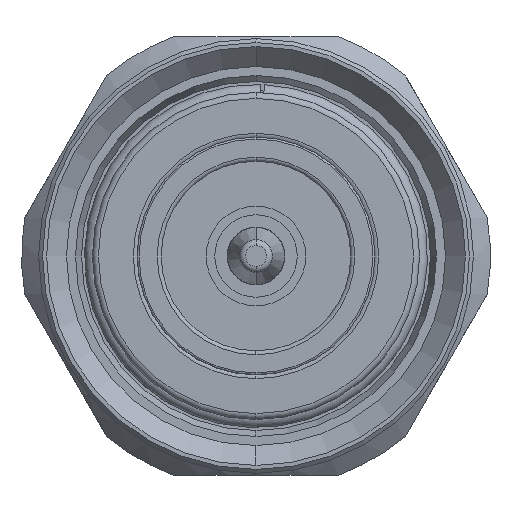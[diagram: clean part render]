
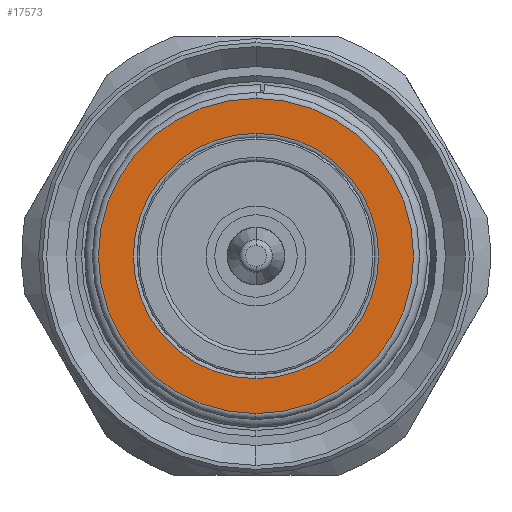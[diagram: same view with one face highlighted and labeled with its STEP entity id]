
A CAD part, left-side view. The second image highlights one B-rep face of the part: STEP entity #17573.
In plain terms, the highlighted planar face has unit normal (-1, 0, 0).
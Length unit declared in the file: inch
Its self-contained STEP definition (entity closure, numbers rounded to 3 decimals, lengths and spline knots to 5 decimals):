
#86 = DIRECTION ( 'NONE',  ( 0., 1., 0. ) ) ;
#354 = CIRCLE ( 'NONE', #9580, 0.31102 ) ;
#1276 = ORIENTED_EDGE ( 'NONE', *, *, #10618, .T. ) ;
#1286 = VERTEX_POINT ( 'NONE', #9760 ) ;
#1384 = FACE_BOUND ( 'NONE', #17014, .T. ) ;
#1457 = DIRECTION ( 'NONE',  ( -1., 0., 0. ) ) ;
#2371 = DIRECTION ( 'NONE',  ( -1., 0., 0. ) ) ;
#2767 = DIRECTION ( 'NONE',  ( 0., 0., 1. ) ) ;
#2886 = CIRCLE ( 'NONE', #4456, 0.24213 ) ;
#4456 = AXIS2_PLACEMENT_3D ( 'NONE', #11796, #1457, #2767 ) ;
#4624 = VERTEX_POINT ( 'NONE', #8233 ) ;
#5378 = DIRECTION ( 'NONE',  ( -1., 0., 0. ) ) ;
#5406 = AXIS2_PLACEMENT_3D ( 'NONE', #15997, #2371, #19059 ) ;
#5472 = CARTESIAN_POINT ( 'NONE',  ( 0.20472, 0., 0. ) ) ;
#5666 = DIRECTION ( 'NONE',  ( -1., 0., 0. ) ) ;
#5745 = ORIENTED_EDGE ( 'NONE', *, *, #13720, .F. ) ;
#6017 = ORIENTED_EDGE ( 'NONE', *, *, #13406, .T. ) ;
#6028 = FACE_OUTER_BOUND ( 'NONE', #13201, .T. ) ;
#7137 = VERTEX_POINT ( 'NONE', #13140 ) ;
#7292 = ORIENTED_EDGE ( 'NONE', *, *, #13697, .F. ) ;
#8233 = CARTESIAN_POINT ( 'NONE',  ( 0.20472, 0., -0.31102 ) ) ;
#9122 = DIRECTION ( 'NONE',  ( 1., 0., 0. ) ) ;
#9580 = AXIS2_PLACEMENT_3D ( 'NONE', #5472, #5666, #11540 ) ;
#9760 = CARTESIAN_POINT ( 'NONE',  ( 0.20472, 0., 0.31102 ) ) ;
#10618 = EDGE_CURVE ( 'NONE', #4624, #1286, #354, .T. ) ;
#10779 = CIRCLE ( 'NONE', #5406, 0.24213 ) ;
#11540 = DIRECTION ( 'NONE',  ( 0., 0., 1. ) ) ;
#11796 = CARTESIAN_POINT ( 'NONE',  ( 0.20472, 0., 0. ) ) ;
#12114 = PLANE ( 'NONE',  #15775 ) ;
#12990 = CIRCLE ( 'NONE', #19040, 0.31102 ) ;
#12992 = VERTEX_POINT ( 'NONE', #16065 ) ;
#13140 = CARTESIAN_POINT ( 'NONE',  ( 0.20472, 0., 0.24213 ) ) ;
#13201 = EDGE_LOOP ( 'NONE', ( #6017, #1276 ) ) ;
#13239 = CARTESIAN_POINT ( 'NONE',  ( 0.20472, 0., 0. ) ) ;
#13406 = EDGE_CURVE ( 'NONE', #1286, #4624, #12990, .T. ) ;
#13697 = EDGE_CURVE ( 'NONE', #7137, #12992, #10779, .T. ) ;
#13720 = EDGE_CURVE ( 'NONE', #12992, #7137, #2886, .T. ) ;
#15775 = AXIS2_PLACEMENT_3D ( 'NONE', #18173, #9122, #86 ) ;
#15997 = CARTESIAN_POINT ( 'NONE',  ( 0.20472, 0., 0. ) ) ;
#16065 = CARTESIAN_POINT ( 'NONE',  ( 0.20472, 0., -0.24213 ) ) ;
#17014 = EDGE_LOOP ( 'NONE', ( #7292, #5745 ) ) ;
#17521 = DIRECTION ( 'NONE',  ( 0., 0., 1. ) ) ;
#17573 = ADVANCED_FACE ( 'NONE', ( #6028, #1384 ), #12114, .F. ) ;
#18173 = CARTESIAN_POINT ( 'NONE',  ( 0.20472, 0.24213, 0. ) ) ;
#19040 = AXIS2_PLACEMENT_3D ( 'NONE', #13239, #5378, #17521 ) ;
#19059 = DIRECTION ( 'NONE',  ( 0., 0., 1. ) ) ;
